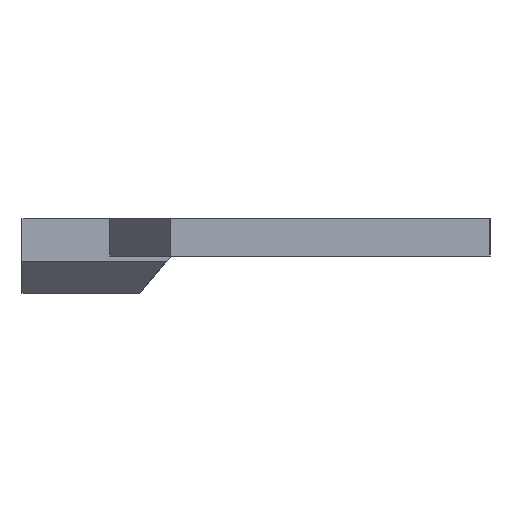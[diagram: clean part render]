
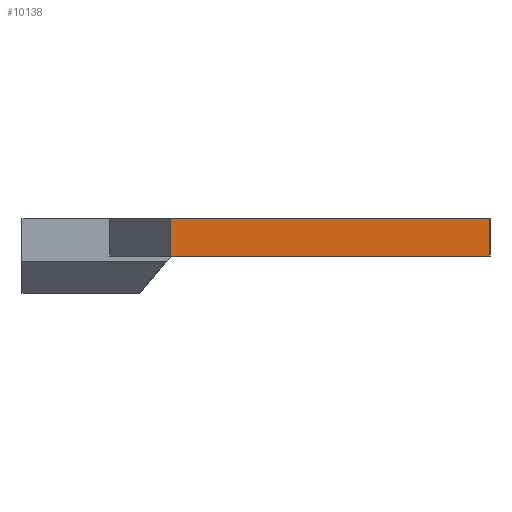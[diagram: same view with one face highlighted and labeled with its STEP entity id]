
A CAD part, left-side view. The second image highlights one B-rep face of the part: STEP entity #10138.
In plain terms, the highlighted planar face has unit normal (-1, 0, 0).
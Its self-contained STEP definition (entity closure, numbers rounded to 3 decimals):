
#182 = PLANE('',#183);
#183 = AXIS2_PLACEMENT_3D('',#184,#185,#186);
#184 = CARTESIAN_POINT('',(0.,-26.496,0.));
#185 = DIRECTION('',(-0.,-0.,-1.));
#186 = DIRECTION('',(-1.,0.,0.));
#288 = PLANE('',#289);
#289 = AXIS2_PLACEMENT_3D('',#290,#291,#292);
#290 = CARTESIAN_POINT('',(-53.,0.,0.));
#291 = DIRECTION('',(-0.259,0.966,0.));
#292 = DIRECTION('',(0.966,0.259,0.));
#314 = PLANE('',#315);
#315 = AXIS2_PLACEMENT_3D('',#316,#317,#318);
#316 = CARTESIAN_POINT('',(0.,-24.936,7.));
#317 = DIRECTION('',(0.,0.,1.));
#318 = DIRECTION('',(1.,0.,0.));
#409 = VERTEX_POINT('',#410);
#410 = CARTESIAN_POINT('',(-53.,-60.,0.));
#424 = PLANE('',#425);
#425 = AXIS2_PLACEMENT_3D('',#426,#427,#428);
#426 = CARTESIAN_POINT('',(-49.,-60.,0.));
#427 = DIRECTION('',(0.,-1.,0.));
#428 = DIRECTION('',(-1.,0.,0.));
#436 = EDGE_CURVE('',#437,#409,#439,.T.);
#437 = VERTEX_POINT('',#438);
#438 = CARTESIAN_POINT('',(-53.,0.,0.));
#439 = SURFACE_CURVE('',#440,(#444,#451),.PCURVE_S1.);
#440 = LINE('',#441,#442);
#441 = CARTESIAN_POINT('',(-53.,0.,0.));
#442 = VECTOR('',#443,1.);
#443 = DIRECTION('',(0.,-1.,0.));
#444 = PCURVE('',#182,#445);
#445 = DEFINITIONAL_REPRESENTATION('',(#446),#450);
#446 = LINE('',#447,#448);
#447 = CARTESIAN_POINT('',(53.,26.496));
#448 = VECTOR('',#449,1.);
#449 = DIRECTION('',(0.,-1.));
#450 = ( GEOMETRIC_REPRESENTATION_CONTEXT(2) 
PARAMETRIC_REPRESENTATION_CONTEXT() REPRESENTATION_CONTEXT('2D SPACE',''
  ) );
#451 = PCURVE('',#452,#457);
#452 = PLANE('',#453);
#453 = AXIS2_PLACEMENT_3D('',#454,#455,#456);
#454 = CARTESIAN_POINT('',(-53.,0.,0.));
#455 = DIRECTION('',(1.,0.,0.));
#456 = DIRECTION('',(0.,-1.,0.));
#457 = DEFINITIONAL_REPRESENTATION('',(#458),#462);
#458 = LINE('',#459,#460);
#459 = CARTESIAN_POINT('',(0.,0.));
#460 = VECTOR('',#461,1.);
#461 = DIRECTION('',(1.,0.));
#462 = ( GEOMETRIC_REPRESENTATION_CONTEXT(2) 
PARAMETRIC_REPRESENTATION_CONTEXT() REPRESENTATION_CONTEXT('2D SPACE',''
  ) );
#9750 = VERTEX_POINT('',#9751);
#9751 = CARTESIAN_POINT('',(-53.,0.,7.));
#9772 = EDGE_CURVE('',#9750,#9773,#9775,.T.);
#9773 = VERTEX_POINT('',#9774);
#9774 = CARTESIAN_POINT('',(-53.,-60.,7.));
#9775 = SURFACE_CURVE('',#9776,(#9780,#9787),.PCURVE_S1.);
#9776 = LINE('',#9777,#9778);
#9777 = CARTESIAN_POINT('',(-53.,0.,7.));
#9778 = VECTOR('',#9779,1.);
#9779 = DIRECTION('',(0.,-1.,0.));
#9780 = PCURVE('',#314,#9781);
#9781 = DEFINITIONAL_REPRESENTATION('',(#9782),#9786);
#9782 = LINE('',#9783,#9784);
#9783 = CARTESIAN_POINT('',(-53.,24.936));
#9784 = VECTOR('',#9785,1.);
#9785 = DIRECTION('',(0.,-1.));
#9786 = ( GEOMETRIC_REPRESENTATION_CONTEXT(2) 
PARAMETRIC_REPRESENTATION_CONTEXT() REPRESENTATION_CONTEXT('2D SPACE',''
  ) );
#9787 = PCURVE('',#452,#9788);
#9788 = DEFINITIONAL_REPRESENTATION('',(#9789),#9793);
#9789 = LINE('',#9790,#9791);
#9790 = CARTESIAN_POINT('',(0.,-7.));
#9791 = VECTOR('',#9792,1.);
#9792 = DIRECTION('',(1.,0.));
#9793 = ( GEOMETRIC_REPRESENTATION_CONTEXT(2) 
PARAMETRIC_REPRESENTATION_CONTEXT() REPRESENTATION_CONTEXT('2D SPACE',''
  ) );
#9819 = EDGE_CURVE('',#437,#9750,#9820,.T.);
#9820 = SURFACE_CURVE('',#9821,(#9825,#9832),.PCURVE_S1.);
#9821 = LINE('',#9822,#9823);
#9822 = CARTESIAN_POINT('',(-53.,0.,0.));
#9823 = VECTOR('',#9824,1.);
#9824 = DIRECTION('',(0.,0.,1.));
#9825 = PCURVE('',#288,#9826);
#9826 = DEFINITIONAL_REPRESENTATION('',(#9827),#9831);
#9827 = LINE('',#9828,#9829);
#9828 = CARTESIAN_POINT('',(0.,0.));
#9829 = VECTOR('',#9830,1.);
#9830 = DIRECTION('',(0.,-1.));
#9831 = ( GEOMETRIC_REPRESENTATION_CONTEXT(2) 
PARAMETRIC_REPRESENTATION_CONTEXT() REPRESENTATION_CONTEXT('2D SPACE',''
  ) );
#9832 = PCURVE('',#452,#9833);
#9833 = DEFINITIONAL_REPRESENTATION('',(#9834),#9838);
#9834 = LINE('',#9835,#9836);
#9835 = CARTESIAN_POINT('',(0.,0.));
#9836 = VECTOR('',#9837,1.);
#9837 = DIRECTION('',(0.,-1.));
#9838 = ( GEOMETRIC_REPRESENTATION_CONTEXT(2) 
PARAMETRIC_REPRESENTATION_CONTEXT() REPRESENTATION_CONTEXT('2D SPACE',''
  ) );
#9995 = EDGE_CURVE('',#409,#9773,#9996,.T.);
#9996 = SURFACE_CURVE('',#9997,(#10001,#10008),.PCURVE_S1.);
#9997 = LINE('',#9998,#9999);
#9998 = CARTESIAN_POINT('',(-53.,-60.,0.));
#9999 = VECTOR('',#10000,1.);
#10000 = DIRECTION('',(0.,0.,1.));
#10001 = PCURVE('',#424,#10002);
#10002 = DEFINITIONAL_REPRESENTATION('',(#10003),#10007);
#10003 = LINE('',#10004,#10005);
#10004 = CARTESIAN_POINT('',(4.,0.));
#10005 = VECTOR('',#10006,1.);
#10006 = DIRECTION('',(0.,-1.));
#10007 = ( GEOMETRIC_REPRESENTATION_CONTEXT(2) 
PARAMETRIC_REPRESENTATION_CONTEXT() REPRESENTATION_CONTEXT('2D SPACE',''
  ) );
#10008 = PCURVE('',#452,#10009);
#10009 = DEFINITIONAL_REPRESENTATION('',(#10010),#10014);
#10010 = LINE('',#10011,#10012);
#10011 = CARTESIAN_POINT('',(60.,0.));
#10012 = VECTOR('',#10013,1.);
#10013 = DIRECTION('',(0.,-1.));
#10014 = ( GEOMETRIC_REPRESENTATION_CONTEXT(2) 
PARAMETRIC_REPRESENTATION_CONTEXT() REPRESENTATION_CONTEXT('2D SPACE',''
  ) );
#10138 = ADVANCED_FACE('',(#10139),#452,.F.);
#10139 = FACE_BOUND('',#10140,.F.);
#10140 = EDGE_LOOP('',(#10141,#10142,#10143,#10144));
#10141 = ORIENTED_EDGE('',*,*,#9819,.T.);
#10142 = ORIENTED_EDGE('',*,*,#9772,.T.);
#10143 = ORIENTED_EDGE('',*,*,#9995,.F.);
#10144 = ORIENTED_EDGE('',*,*,#436,.F.);
